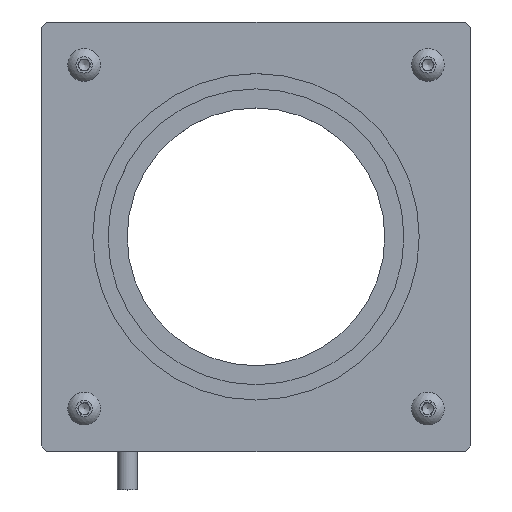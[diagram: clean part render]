
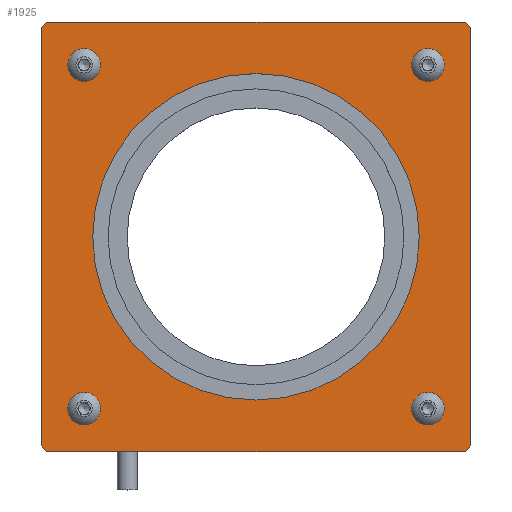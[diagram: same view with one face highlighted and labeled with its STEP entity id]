
A CAD part, top view. The second image highlights one B-rep face of the part: STEP entity #1925.
In plain terms, the highlighted planar face has unit normal (0, 0, 1).
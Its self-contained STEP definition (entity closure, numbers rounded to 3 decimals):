
#90 = FACE_BOUND ( 'NONE', #165, .T. ) ;
#102 = FACE_BOUND ( 'NONE', #289, .T. ) ;
#155 = DIRECTION ( 'NONE',  ( 1., 0., 0. ) ) ;
#156 = FACE_BOUND ( 'NONE', #1131, .T. ) ;
#157 = FACE_BOUND ( 'NONE', #1123, .T. ) ;
#158 = DIRECTION ( 'NONE',  ( 0., 0., 1. ) ) ;
#159 = PLANE ( 'NONE',  #736 ) ;
#160 = FACE_BOUND ( 'NONE', #1127, .T. ) ;
#162 = FACE_OUTER_BOUND ( 'NONE', #1125, .T. ) ;
#163 = CARTESIAN_POINT ( 'NONE',  ( -37.5, -37.5, 8.4 ) ) ;
#165 = EDGE_LOOP ( 'NONE', ( #2053 ) ) ;
#289 = EDGE_LOOP ( 'NONE', ( #2054 ) ) ;
#318 = CARTESIAN_POINT ( 'NONE',  ( 37.5, 37.5, 8.4 ) ) ;
#319 = DIRECTION ( 'NONE',  ( 0.866, -0.5, 0. ) ) ;
#320 = DIRECTION ( 'NONE',  ( 0., 0., 1. ) ) ;
#321 = CARTESIAN_POINT ( 'NONE',  ( -30., 30., 8.4 ) ) ;
#328 = LINE ( 'NONE', #318, #559 ) ;
#350 = DIRECTION ( 'NONE',  ( -0.707, 0.707, 0. ) ) ;
#351 = CARTESIAN_POINT ( 'NONE',  ( 37., 37., 8.4 ) ) ;
#352 = LINE ( 'NONE', #351, #763 ) ;
#393 = DIRECTION ( 'NONE',  ( 0., 1., 0. ) ) ;
#395 = CARTESIAN_POINT ( 'NONE',  ( 30., -30., 8.4 ) ) ;
#410 = DIRECTION ( 'NONE',  ( -0.707, -0.707, 0. ) ) ;
#411 = CARTESIAN_POINT ( 'NONE',  ( -74.5, -0.5, 8.4 ) ) ;
#415 = DIRECTION ( 'NONE',  ( 0.866, -0.5, 0. ) ) ;
#416 = DIRECTION ( 'NONE',  ( 0., 0., 1. ) ) ;
#447 = DIRECTION ( 'NONE',  ( 0.866, -0.5, 0. ) ) ;
#448 = DIRECTION ( 'NONE',  ( 0., 0., 1. ) ) ;
#449 = CARTESIAN_POINT ( 'NONE',  ( -30., -30., 8.4 ) ) ;
#451 = LINE ( 'NONE', #411, #731 ) ;
#476 = DIRECTION ( 'NONE',  ( 0., -1., 0. ) ) ;
#496 = LINE ( 'NONE', #501, #856 ) ;
#501 = CARTESIAN_POINT ( 'NONE',  ( -37.5, 37.5, 8.4 ) ) ;
#528 = AXIS2_PLACEMENT_3D ( 'NONE', #910, #909, #908 ) ;
#535 = CIRCLE ( 'NONE', #528, 28.5 ) ;
#540 = AXIS2_PLACEMENT_3D ( 'NONE', #449, #448, #447 ) ;
#559 = VECTOR ( 'NONE', #393, 1000. ) ;
#567 = VECTOR ( 'NONE', #968, 1000. ) ;
#585 = AXIS2_PLACEMENT_3D ( 'NONE', #395, #416, #415 ) ;
#598 = VECTOR ( 'NONE', #927, 1000. ) ;
#602 = CIRCLE ( 'NONE', #606, 2.85 ) ;
#603 = VECTOR ( 'NONE', #964, 1000. ) ;
#606 = AXIS2_PLACEMENT_3D ( 'NONE', #974, #973, #972 ) ;
#630 = VECTOR ( 'NONE', #992, 1000. ) ;
#652 = CIRCLE ( 'NONE', #540, 2.85 ) ;
#731 = VECTOR ( 'NONE', #410, 1000. ) ;
#736 = AXIS2_PLACEMENT_3D ( 'NONE', #163, #158, #155 ) ;
#763 = VECTOR ( 'NONE', #350, 1000. ) ;
#772 = AXIS2_PLACEMENT_3D ( 'NONE', #321, #320, #319 ) ;
#798 = CIRCLE ( 'NONE', #585, 2.85 ) ;
#838 = CIRCLE ( 'NONE', #772, 2.85 ) ;
#856 = VECTOR ( 'NONE', #476, 1000. ) ;
#908 = DIRECTION ( 'NONE',  ( 1., 0., 0. ) ) ;
#909 = DIRECTION ( 'NONE',  ( 0., 0., 1. ) ) ;
#910 = CARTESIAN_POINT ( 'NONE',  ( 0., 0., 8.4 ) ) ;
#911 = LINE ( 'NONE', #969, #567 ) ;
#927 = DIRECTION ( 'NONE',  ( -1., 0., 0. ) ) ;
#962 = CARTESIAN_POINT ( 'NONE',  ( -37.5, 37.5, 8.4 ) ) ;
#963 = LINE ( 'NONE', #962, #598 ) ;
#964 = DIRECTION ( 'NONE',  ( 0.707, -0.707, 0. ) ) ;
#965 = CARTESIAN_POINT ( 'NONE',  ( -37., -37., 8.4 ) ) ;
#968 = DIRECTION ( 'NONE',  ( 1., 0., 0. ) ) ;
#969 = CARTESIAN_POINT ( 'NONE',  ( -37.5, -37.5, 8.4 ) ) ;
#972 = DIRECTION ( 'NONE',  ( 0.866, -0.5, 0. ) ) ;
#973 = DIRECTION ( 'NONE',  ( 0., 0., 1. ) ) ;
#974 = CARTESIAN_POINT ( 'NONE',  ( 30., 30., 8.4 ) ) ;
#978 = LINE ( 'NONE', #965, #603 ) ;
#992 = DIRECTION ( 'NONE',  ( 0.707, 0.707, 0. ) ) ;
#994 = LINE ( 'NONE', #1006, #630 ) ;
#1006 = CARTESIAN_POINT ( 'NONE',  ( -0.5, -74.5, 8.4 ) ) ;
#1012 = CARTESIAN_POINT ( 'NONE',  ( -36.5, -37.5, 8.4 ) ) ;
#1024 = CARTESIAN_POINT ( 'NONE',  ( 36.5, 37.5, 8.4 ) ) ;
#1123 = EDGE_LOOP ( 'NONE', ( #2064 ) ) ;
#1125 = EDGE_LOOP ( 'NONE', ( #2055, #2056, #2057, #2058, #2059, #2060, #2061, #2062 ) ) ;
#1127 = EDGE_LOOP ( 'NONE', ( #2052 ) ) ;
#1131 = EDGE_LOOP ( 'NONE', ( #2063 ) ) ;
#1394 = CARTESIAN_POINT ( 'NONE',  ( 36.5, -37.5, 8.4 ) ) ;
#1400 = CARTESIAN_POINT ( 'NONE',  ( -37.5, 36.5, 8.4 ) ) ;
#1406 = CARTESIAN_POINT ( 'NONE',  ( -37.5, -36.5, 8.4 ) ) ;
#1408 = CARTESIAN_POINT ( 'NONE',  ( 37.5, -36.5, 8.4 ) ) ;
#1409 = CARTESIAN_POINT ( 'NONE',  ( 37.5, 36.5, 8.4 ) ) ;
#1410 = CARTESIAN_POINT ( 'NONE',  ( -36.5, 37.5, 8.4 ) ) ;
#1754 = VERTEX_POINT ( 'NONE', #1757 ) ;
#1757 = CARTESIAN_POINT ( 'NONE',  ( 32.468, 28.575, 8.4 ) ) ;
#1764 = VERTEX_POINT ( 'NONE', #1767 ) ;
#1766 = VERTEX_POINT ( 'NONE', #1769 ) ;
#1767 = CARTESIAN_POINT ( 'NONE',  ( 28.5, 0., 8.4 ) ) ;
#1768 = VERTEX_POINT ( 'NONE', #1771 ) ;
#1769 = CARTESIAN_POINT ( 'NONE',  ( -27.532, -31.425, 8.4 ) ) ;
#1771 = CARTESIAN_POINT ( 'NONE',  ( 32.468, -31.425, 8.4 ) ) ;
#1774 = VERTEX_POINT ( 'NONE', #1777 ) ;
#1777 = CARTESIAN_POINT ( 'NONE',  ( -27.532, 28.575, 8.4 ) ) ;
#1925 = ADVANCED_FACE ( 'NONE', ( #90, #102, #160, #162, #156, #157 ), #159, .T. ) ;
#2052 = ORIENTED_EDGE ( 'NONE', *, *, #2249, .F. ) ;
#2053 = ORIENTED_EDGE ( 'NONE', *, *, #2271, .F. ) ;
#2054 = ORIENTED_EDGE ( 'NONE', *, *, #2303, .F. ) ;
#2055 = ORIENTED_EDGE ( 'NONE', *, *, #2258, .T. ) ;
#2056 = ORIENTED_EDGE ( 'NONE', *, *, #2244, .T. ) ;
#2057 = ORIENTED_EDGE ( 'NONE', *, *, #2316, .T. ) ;
#2058 = ORIENTED_EDGE ( 'NONE', *, *, #2328, .T. ) ;
#2059 = ORIENTED_EDGE ( 'NONE', *, *, #2252, .T. ) ;
#2060 = ORIENTED_EDGE ( 'NONE', *, *, #2305, .T. ) ;
#2061 = ORIENTED_EDGE ( 'NONE', *, *, #2292, .T. ) ;
#2062 = ORIENTED_EDGE ( 'NONE', *, *, #2251, .T. ) ;
#2063 = ORIENTED_EDGE ( 'NONE', *, *, #2335, .F. ) ;
#2064 = ORIENTED_EDGE ( 'NONE', *, *, #2300, .F. ) ;
#2148 = VERTEX_POINT ( 'NONE', #1409 ) ;
#2149 = VERTEX_POINT ( 'NONE', #1408 ) ;
#2152 = VERTEX_POINT ( 'NONE', #1406 ) ;
#2155 = VERTEX_POINT ( 'NONE', #1410 ) ;
#2160 = VERTEX_POINT ( 'NONE', #1400 ) ;
#2164 = VERTEX_POINT ( 'NONE', #1394 ) ;
#2193 = VERTEX_POINT ( 'NONE', #1024 ) ;
#2199 = VERTEX_POINT ( 'NONE', #1012 ) ;
#2244 = EDGE_CURVE ( 'NONE', #2164, #2149, #994, .T. ) ;
#2249 = EDGE_CURVE ( 'NONE', #1754, #1754, #602, .T. ) ;
#2251 = EDGE_CURVE ( 'NONE', #2152, #2199, #978, .T. ) ;
#2252 = EDGE_CURVE ( 'NONE', #2193, #2155, #963, .T. ) ;
#2258 = EDGE_CURVE ( 'NONE', #2199, #2164, #911, .T. ) ;
#2271 = EDGE_CURVE ( 'NONE', #1764, #1764, #535, .T. ) ;
#2292 = EDGE_CURVE ( 'NONE', #2160, #2152, #496, .T. ) ;
#2300 = EDGE_CURVE ( 'NONE', #1766, #1766, #652, .T. ) ;
#2303 = EDGE_CURVE ( 'NONE', #1768, #1768, #798, .T. ) ;
#2305 = EDGE_CURVE ( 'NONE', #2155, #2160, #451, .T. ) ;
#2316 = EDGE_CURVE ( 'NONE', #2149, #2148, #328, .T. ) ;
#2328 = EDGE_CURVE ( 'NONE', #2148, #2193, #352, .T. ) ;
#2335 = EDGE_CURVE ( 'NONE', #1774, #1774, #838, .T. ) ;
